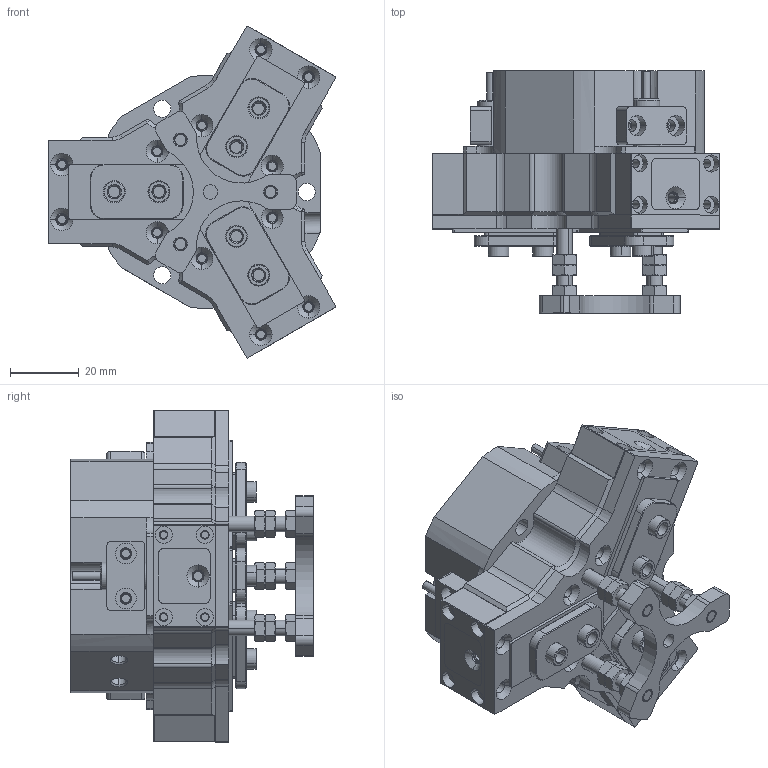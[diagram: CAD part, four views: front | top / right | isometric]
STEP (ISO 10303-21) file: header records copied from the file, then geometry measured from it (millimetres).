
FILE_DESCRIPTION (( 'STEP AP203' ), '1' );
FILE_NAME ('TZ42-76-C20-P.STEP', '2024-12-02T06:20:54', ( 'USER-' ), ( 'Microsoft' ), 'SwSTEP 2.0', 'SolidWorks 2018', '' );
FILE_SCHEMA (( 'CONFIG_CONTROL_DESIGN' ));
Length unit declared in the file: millimetre
Products named in the file (34): TZ42-76滅鳥.sldasm-Part-6; 羲壽揤极13-1; TZ42-76滅鳥.sldasm-Part-2; 揤輸蚾饜极; TZ42-76-M-08-A 芢啣; TZ42-76滅鳥.sldasm-Part-4; TZ42-76滅鳥.sldasm-Part-42; TZ42-76滅鳥.sldasm-Part-34; TZ42-76-C20-P; TZ42-76滅鳥.sldasm-Part-32; 揤輸杅耀.sldasm-Part-9; 埴翐芛_GB_FASTENER_SCREWS_HSHCS M2X8-N; GB╱T 6170-2015[1型六角螺母M4]-1-1; 8-18換覜ん; TZ42-76滅鳥.sldasm-Part-39; TZ42-76滅鳥.sldasm-Part-30; 羲壽揤极; TZ42-76滅鳥.sldasm-Part-29; TZ42-76.sldasm-Part-7; TZ42-76滅鳥.sldasm-Part-1; TZ42-76滅鳥.sldasm-Part-35; TZ42-76滅鳥.sldasm-Part-25; TZ42-76滅鳥.sldasm-Part-31; 8-18換覜ん-1; TZ42-76滅鳥.sldasm-Part-5; TZ42-76滅鳥.sldasm-Part-27; TZ42-76-褲极; TZ42-76滅鳥.sldasm-Part-36; TZ42-76滅鳥.sldasm-Part-45; 12x8-R2; TZ42-76滅鳥.sldasm-Part-24; TZ42-76滅鳥.sldasm-Part-3; TZ42-76滅鳥.sldasm-Part-33; TZ42-76-NC
Assembly tree (56 placements, depth 4):
  TZ42-76-C20-P
    TZ42-76滅鳥.sldasm-Part-1
    TZ42-76滅鳥.sldasm-Part-2
    TZ42-76滅鳥.sldasm-Part-3
    TZ42-76滅鳥.sldasm-Part-4  x7
    TZ42-76滅鳥.sldasm-Part-5
    TZ42-76滅鳥.sldasm-Part-6
    TZ42-76-NC
      TZ42-76-褲极
      TZ42-76.sldasm-Part-7  x3
      8-18換覜ん-1  x2
      羲壽揤极13-1  x2
      12x8-R2
      揤輸蚾饜极  x3
        揤輸杅耀.sldasm-Part-9
        埴翐芛_GB_FASTENER_SCREWS_HSHCS M2X8-N
      羲壽揤极
      8-18換覜ん
    TZ42-76滅鳥.sldasm-Part-24
    TZ42-76滅鳥.sldasm-Part-25
    TZ42-76滅鳥.sldasm-Part-27
    TZ42-76滅鳥.sldasm-Part-29  x3
    TZ42-76滅鳥.sldasm-Part-30
    TZ42-76滅鳥.sldasm-Part-31
    TZ42-76滅鳥.sldasm-Part-32
    TZ42-76滅鳥.sldasm-Part-33
    TZ42-76滅鳥.sldasm-Part-34
    TZ42-76滅鳥.sldasm-Part-35
    TZ42-76滅鳥.sldasm-Part-36
    TZ42-76滅鳥.sldasm-Part-39
    TZ42-76滅鳥.sldasm-Part-42
    TZ42-76滅鳥.sldasm-Part-45
    GB╱T 6170-2015[1型六角螺母M4]-1-1  x9
    TZ42-76-M-08-A 芢啣
Bounding box: 83.77 x 70.5 x 96.64 mm (x, y, z)
Volume: 168637.4 mm3; surface area: 75344.6 mm2
Topology: 58 solids, 58 shells, 2478 faces, 6108 edges, 3865 vertices
Faces by surface type: plane 1073, cylinder 717, cone 515, bspline 155, torus 18
Entity records: 60027 total; most frequent: CARTESIAN_POINT 15234, ORIENTED_EDGE 8418, DIRECTION 8382, EDGE_CURVE 4209, AXIS2_PLACEMENT_3D 2940, VERTEX_POINT 2698, LINE 2502, VECTOR 2502
